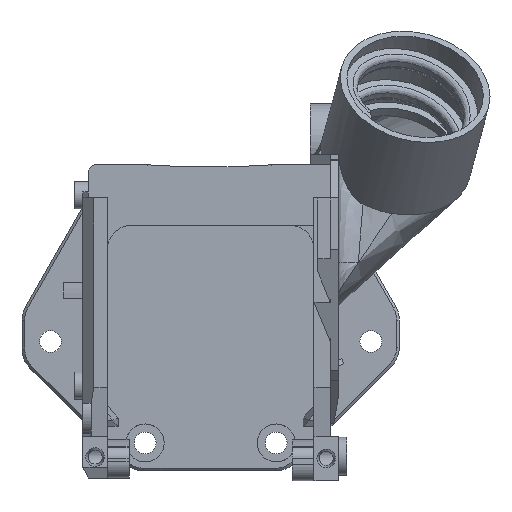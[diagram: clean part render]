
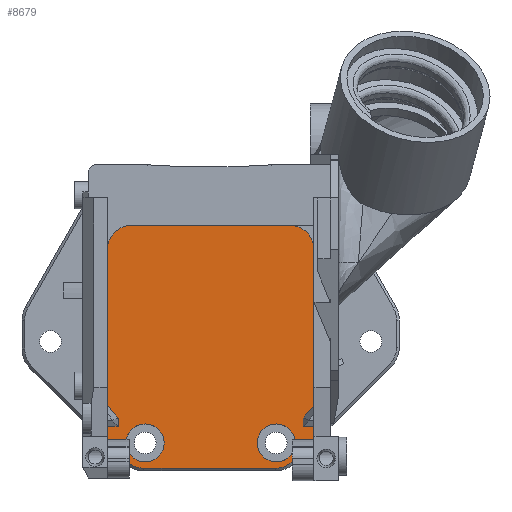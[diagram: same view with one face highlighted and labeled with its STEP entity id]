
A CAD part, front view. The second image highlights one B-rep face of the part: STEP entity #8679.
In plain terms, the highlighted planar face has unit normal (0, -1, 0).
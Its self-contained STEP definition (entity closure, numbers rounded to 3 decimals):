
#286=PLANE('',#9288);
#667=FACE_OUTER_BOUND('',#1147,.T.);
#1147=EDGE_LOOP('',(#6835,#6836,#6837,#6838,#6839,#6840,#6841,#6842,#6843,
#6844,#6845,#6846,#6847,#6848,#6849,#6850,#6851,#6852,#6853,#6854,#6855,
#6856,#6857,#6858,#6859,#6860,#6861));
#1506=CIRCLE('',#9140,3.5);
#1508=CIRCLE('',#9143,3.5);
#1510=CIRCLE('',#9145,3.5);
#1537=CIRCLE('',#9257,4.5);
#1551=CIRCLE('',#9289,4.5);
#1552=CIRCLE('',#9290,4.5);
#1553=CIRCLE('',#9291,4.5);
#1996=LINE('',#14911,#2873);
#1999=LINE('',#14917,#2876);
#2008=LINE('',#14940,#2885);
#2013=LINE('',#14956,#2890);
#2017=LINE('',#14963,#2894);
#2100=LINE('',#15394,#2977);
#2145=LINE('',#15897,#3022);
#2146=LINE('',#15900,#3023);
#2156=LINE('',#15919,#3033);
#2159=LINE('',#15966,#3036);
#2169=LINE('',#15985,#3046);
#2170=LINE('',#15988,#3047);
#2237=LINE('',#16185,#3114);
#2238=LINE('',#16186,#3115);
#2239=LINE('',#16188,#3116);
#2240=LINE('',#16192,#3117);
#2241=LINE('',#16195,#3118);
#2242=LINE('',#16196,#3119);
#2243=LINE('',#16197,#3120);
#2244=LINE('',#16198,#3121);
#2873=VECTOR('',#10253,10.);
#2876=VECTOR('',#10258,10.);
#2885=VECTOR('',#10275,10.);
#2890=VECTOR('',#10288,10.);
#2894=VECTOR('',#10294,10.);
#2977=VECTOR('',#10485,10.);
#3022=VECTOR('',#10596,10.);
#3023=VECTOR('',#10599,10.);
#3033=VECTOR('',#10617,10.);
#3036=VECTOR('',#10622,10.);
#3046=VECTOR('',#10640,10.);
#3047=VECTOR('',#10643,10.);
#3114=VECTOR('',#10818,10.);
#3115=VECTOR('',#10819,10.);
#3116=VECTOR('',#10820,10.);
#3117=VECTOR('',#10823,10.);
#3118=VECTOR('',#10826,10.);
#3119=VECTOR('',#10827,10.);
#3120=VECTOR('',#10828,10.);
#3121=VECTOR('',#10829,10.);
#3820=VERTEX_POINT('',#14908);
#3821=VERTEX_POINT('',#14910);
#3822=VERTEX_POINT('',#14914);
#3823=VERTEX_POINT('',#14916);
#3831=VERTEX_POINT('',#14934);
#3833=VERTEX_POINT('',#14938);
#3840=VERTEX_POINT('',#14955);
#3841=VERTEX_POINT('',#14959);
#3842=VERTEX_POINT('',#14961);
#3848=VERTEX_POINT('',#14981);
#3850=VERTEX_POINT('',#14988);
#3852=VERTEX_POINT('',#14993);
#3923=VERTEX_POINT('',#15390);
#3959=VERTEX_POINT('',#15895);
#3960=VERTEX_POINT('',#15899);
#3965=VERTEX_POINT('',#15917);
#3967=VERTEX_POINT('',#15965);
#3972=VERTEX_POINT('',#15983);
#3973=VERTEX_POINT('',#15987);
#3994=VERTEX_POINT('',#16060);
#3995=VERTEX_POINT('',#16061);
#4032=VERTEX_POINT('',#16182);
#4033=VERTEX_POINT('',#16183);
#4034=VERTEX_POINT('',#16187);
#4035=VERTEX_POINT('',#16189);
#4036=VERTEX_POINT('',#16191);
#4037=VERTEX_POINT('',#16193);
#4758=EDGE_CURVE('',#3821,#3820,#1996,.T.);
#4761=EDGE_CURVE('',#3823,#3822,#1999,.T.);
#4773=EDGE_CURVE('',#3831,#3833,#2008,.T.);
#4781=EDGE_CURVE('',#3840,#3831,#2013,.T.);
#4785=EDGE_CURVE('',#3841,#3842,#2017,.T.);
#4792=EDGE_CURVE('',#3822,#3848,#1506,.T.);
#4795=EDGE_CURVE('',#3850,#3840,#1508,.T.);
#4798=EDGE_CURVE('',#3852,#3850,#1510,.T.);
#4901=EDGE_CURVE('',#3923,#3823,#2100,.T.);
#4964=EDGE_CURVE('',#3848,#3959,#2145,.T.);
#4965=EDGE_CURVE('',#3960,#3821,#2146,.T.);
#4975=EDGE_CURVE('',#3820,#3965,#2156,.T.);
#4979=EDGE_CURVE('',#3967,#3841,#2159,.T.);
#4989=EDGE_CURVE('',#3842,#3972,#2169,.T.);
#4990=EDGE_CURVE('',#3973,#3852,#2170,.T.);
#5027=EDGE_CURVE('',#3994,#3995,#1537,.T.);
#5081=EDGE_CURVE('',#4032,#4033,#1551,.T.);
#5082=EDGE_CURVE('',#4033,#3967,#2237,.T.);
#5083=EDGE_CURVE('',#3972,#3973,#2238,.T.);
#5084=EDGE_CURVE('',#4034,#3833,#2239,.T.);
#5085=EDGE_CURVE('',#4035,#4034,#1552,.T.);
#5086=EDGE_CURVE('',#4036,#4035,#2240,.T.);
#5087=EDGE_CURVE('',#4037,#4036,#1553,.T.);
#5088=EDGE_CURVE('',#3923,#4037,#2241,.T.);
#5089=EDGE_CURVE('',#3959,#3960,#2242,.T.);
#5090=EDGE_CURVE('',#3965,#3994,#2243,.T.);
#5091=EDGE_CURVE('',#3995,#4032,#2244,.T.);
#6835=ORIENTED_EDGE('',*,*,#5081,.T.);
#6836=ORIENTED_EDGE('',*,*,#5082,.T.);
#6837=ORIENTED_EDGE('',*,*,#4979,.T.);
#6838=ORIENTED_EDGE('',*,*,#4785,.T.);
#6839=ORIENTED_EDGE('',*,*,#4989,.T.);
#6840=ORIENTED_EDGE('',*,*,#5083,.T.);
#6841=ORIENTED_EDGE('',*,*,#4990,.T.);
#6842=ORIENTED_EDGE('',*,*,#4798,.T.);
#6843=ORIENTED_EDGE('',*,*,#4795,.T.);
#6844=ORIENTED_EDGE('',*,*,#4781,.T.);
#6845=ORIENTED_EDGE('',*,*,#4773,.T.);
#6846=ORIENTED_EDGE('',*,*,#5084,.F.);
#6847=ORIENTED_EDGE('',*,*,#5085,.F.);
#6848=ORIENTED_EDGE('',*,*,#5086,.F.);
#6849=ORIENTED_EDGE('',*,*,#5087,.F.);
#6850=ORIENTED_EDGE('',*,*,#5088,.F.);
#6851=ORIENTED_EDGE('',*,*,#4901,.T.);
#6852=ORIENTED_EDGE('',*,*,#4761,.T.);
#6853=ORIENTED_EDGE('',*,*,#4792,.T.);
#6854=ORIENTED_EDGE('',*,*,#4964,.T.);
#6855=ORIENTED_EDGE('',*,*,#5089,.T.);
#6856=ORIENTED_EDGE('',*,*,#4965,.T.);
#6857=ORIENTED_EDGE('',*,*,#4758,.T.);
#6858=ORIENTED_EDGE('',*,*,#4975,.T.);
#6859=ORIENTED_EDGE('',*,*,#5090,.T.);
#6860=ORIENTED_EDGE('',*,*,#5027,.T.);
#6861=ORIENTED_EDGE('',*,*,#5091,.T.);
#8679=ADVANCED_FACE('',(#667),#286,.F.);
#9140=AXIS2_PLACEMENT_3D('',#14983,#10304,#10305);
#9143=AXIS2_PLACEMENT_3D('',#14989,#10311,#10312);
#9145=AXIS2_PLACEMENT_3D('',#14994,#10316,#10317);
#9257=AXIS2_PLACEMENT_3D('',#16062,#10716,#10717);
#9288=AXIS2_PLACEMENT_3D('',#16181,#10814,#10815);
#9289=AXIS2_PLACEMENT_3D('',#16184,#10816,#10817);
#9290=AXIS2_PLACEMENT_3D('',#16190,#10821,#10822);
#9291=AXIS2_PLACEMENT_3D('',#16194,#10824,#10825);
#10253=DIRECTION('',(0.,0.,1.));
#10258=DIRECTION('',(0.,0.,1.));
#10275=DIRECTION('',(-1.,0.,0.));
#10288=DIRECTION('',(0.,0.,-1.));
#10294=DIRECTION('',(0.,0.,-1.));
#10304=DIRECTION('center_axis',(0.,1.,0.));
#10305=DIRECTION('ref_axis',(-1.,0.,0.));
#10311=DIRECTION('center_axis',(0.,1.,0.));
#10312=DIRECTION('ref_axis',(-1.,0.,0.));
#10316=DIRECTION('center_axis',(0.,1.,0.));
#10317=DIRECTION('ref_axis',(-1.,0.,0.));
#10485=DIRECTION('',(-1.,0.,0.));
#10596=DIRECTION('',(1.,0.,0.));
#10599=DIRECTION('',(-1.,0.,0.));
#10617=DIRECTION('',(0.643,0.,0.766));
#10622=DIRECTION('',(0.643,0.,-0.766));
#10640=DIRECTION('',(-1.,0.,0.));
#10643=DIRECTION('',(1.,0.,0.));
#10716=DIRECTION('center_axis',(0.,-1.,0.));
#10717=DIRECTION('ref_axis',(0.707,0.,0.707));
#10814=DIRECTION('center_axis',(0.,1.,0.));
#10815=DIRECTION('ref_axis',(-1.,0.,0.));
#10816=DIRECTION('center_axis',(0.,-1.,0.));
#10817=DIRECTION('ref_axis',(-0.707,0.,0.707));
#10818=DIRECTION('',(0.,0.,-1.));
#10819=DIRECTION('',(0.,0.,-1.));
#10820=DIRECTION('',(-0.707,0.,0.707));
#10821=DIRECTION('center_axis',(0.,1.,0.));
#10822=DIRECTION('ref_axis',(-0.383,0.,-0.924));
#10823=DIRECTION('',(-1.,0.,0.));
#10824=DIRECTION('center_axis',(0.,1.,0.));
#10825=DIRECTION('ref_axis',(0.383,0.,-0.924));
#10826=DIRECTION('',(-0.707,0.,-0.707));
#10827=DIRECTION('',(0.,0.,1.));
#10828=DIRECTION('',(0.,0.,1.));
#10829=DIRECTION('',(-1.,0.,0.));
#14908=CARTESIAN_POINT('',(17.,20.,64.403));
#14910=CARTESIAN_POINT('',(17.,20.,62.903));
#14911=CARTESIAN_POINT('',(17.,20.,74.104));
#14914=CARTESIAN_POINT('',(15.,20.,57.967));
#14916=CARTESIAN_POINT('',(15.,20.,57.318));
#14917=CARTESIAN_POINT('',(15.,20.,70.254));
#14934=CARTESIAN_POINT('',(-15.,20.,57.318));
#14938=CARTESIAN_POINT('',(-16.248,20.,57.318));
#14940=CARTESIAN_POINT('',(-10.999,20.,57.318));
#14955=CARTESIAN_POINT('',(-15.,20.,57.967));
#14956=CARTESIAN_POINT('',(-15.,20.,70.254));
#14959=CARTESIAN_POINT('',(-17.,20.,64.403));
#14961=CARTESIAN_POINT('',(-17.,20.,62.903));
#14963=CARTESIAN_POINT('',(-17.,20.,73.354));
#14981=CARTESIAN_POINT('',(15.493,20.,60.479));
#14983=CARTESIAN_POINT('Origin',(12.05,20.,59.85));
#14988=CARTESIAN_POINT('',(-8.55,20.,59.85));
#14989=CARTESIAN_POINT('Origin',(-12.05,20.,59.85));
#14993=CARTESIAN_POINT('',(-15.493,20.,60.479));
#14994=CARTESIAN_POINT('Origin',(-12.05,20.,59.85));
#15390=CARTESIAN_POINT('',(15.909,20.,57.318));
#15394=CARTESIAN_POINT('',(-10.999,20.,57.318));
#15895=CARTESIAN_POINT('',(19.,20.,60.479));
#15897=CARTESIAN_POINT('',(-9.499,20.,60.479));
#15899=CARTESIAN_POINT('',(19.,20.,62.903));
#15900=CARTESIAN_POINT('',(8.501,20.,62.903));
#15917=CARTESIAN_POINT('',(19.,20.,66.787));
#15919=CARTESIAN_POINT('',(19.265,20.,67.103));
#15965=CARTESIAN_POINT('',(-19.,20.,66.787));
#15966=CARTESIAN_POINT('',(-18.265,20.,65.91));
#15983=CARTESIAN_POINT('',(-19.,20.,62.903));
#15985=CARTESIAN_POINT('',(-9.499,20.,62.903));
#15987=CARTESIAN_POINT('',(-19.,20.,60.479));
#15988=CARTESIAN_POINT('',(-9.499,20.,60.479));
#16060=CARTESIAN_POINT('',(19.,20.,95.403));
#16061=CARTESIAN_POINT('',(14.5,20.,99.903));
#16062=CARTESIAN_POINT('Origin',(14.5,20.,95.403));
#16181=CARTESIAN_POINT('Origin',(0.001,20.,83.806));
#16182=CARTESIAN_POINT('',(-14.5,20.,99.903));
#16183=CARTESIAN_POINT('',(-19.,20.,95.403));
#16184=CARTESIAN_POINT('Origin',(-14.5,20.,95.403));
#16185=CARTESIAN_POINT('',(-19.,20.,99.354));
#16186=CARTESIAN_POINT('',(-19.,20.,99.354));
#16187=CARTESIAN_POINT('',(-15.456,20.,56.525));
#16188=CARTESIAN_POINT('',(-17.679,20.,58.749));
#16189=CARTESIAN_POINT('',(-12.274,20.,55.207));
#16190=CARTESIAN_POINT('Origin',(-12.274,20.,59.707));
#16191=CARTESIAN_POINT('',(11.935,20.,55.207));
#16192=CARTESIAN_POINT('',(7.004,20.,55.207));
#16193=CARTESIAN_POINT('',(15.117,20.,56.525));
#16194=CARTESIAN_POINT('Origin',(11.935,20.,59.707));
#16195=CARTESIAN_POINT('',(27.771,20.,69.179));
#16196=CARTESIAN_POINT('',(19.,20.,70.855));
#16197=CARTESIAN_POINT('',(19.,20.,70.855));
#16198=CARTESIAN_POINT('',(-4.252,20.,99.903));
